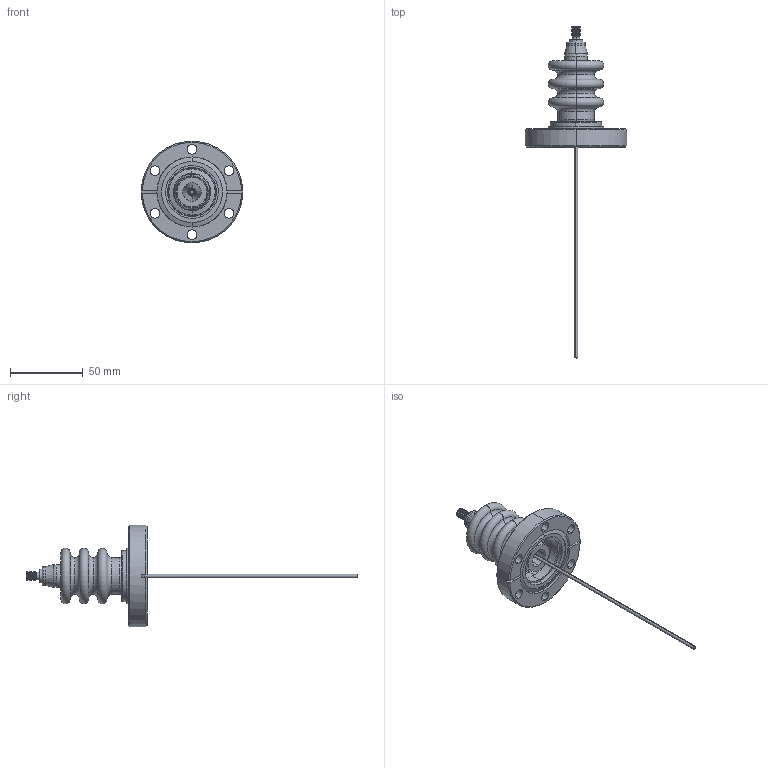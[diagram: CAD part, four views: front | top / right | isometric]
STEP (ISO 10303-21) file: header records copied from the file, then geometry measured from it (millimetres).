
FILE_DESCRIPTION (( 'STEP AP203' ), '1' );
FILE_NAME ('A0234-2-CF.STEP', '2013-06-11T12:18:37', ( '' ), ( '' ), 'SwSTEP 2.0', 'SolidWorks 2012', '' );
FILE_SCHEMA (( 'CONFIG_CONTROL_DESIGN' ));
Length unit declared in the file: inch
Products named in the file (1): A0234-2-CF
Bounding box: 69.85 x 228.6 x 69.85 mm (x, y, z)
Volume: 68952.9 mm3; surface area: 26503.6 mm2
Topology: 1 solids, 1 shells, 175 faces, 382 edges, 225 vertices
Faces by surface type: cone 69, cylinder 54, torus 28, plane 24
Entity records: 4918 total; most frequent: DIRECTION 969, CARTESIAN_POINT 807, ORIENTED_EDGE 764, AXIS2_PLACEMENT_3D 419, EDGE_CURVE 382, CIRCLE 243, VERTEX_POINT 225, EDGE_LOOP 203
